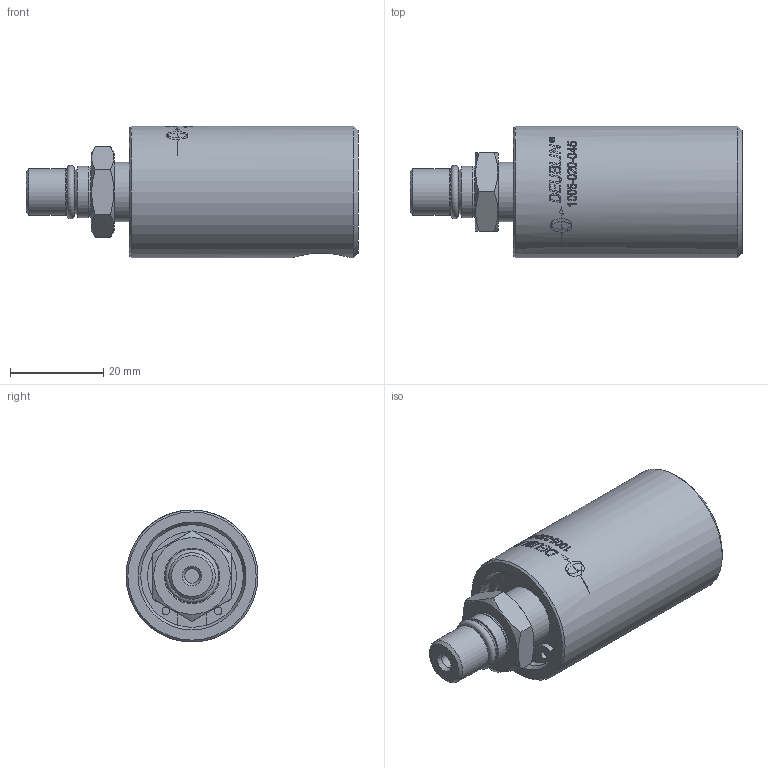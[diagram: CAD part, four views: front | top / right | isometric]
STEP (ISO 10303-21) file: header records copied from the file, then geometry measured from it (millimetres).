
FILE_DESCRIPTION(/* description */ (''),/* implementation_level */ '2;1');
FILE_NAME(/* name */ '1005-020-045-IC.stp',/* time_stamp */ '2020-05-21T14:05:11-05:00',/* author */ ('dyurkovich'),/* organization */ (''),/* preprocessor_version */ 'ST-DEVELOPER v18',/* originating_system */ 'Autodesk Inventor 2020',/* authorisation */ '');
FILE_SCHEMA (('AUTOMOTIVE_DESIGN { 1 0 10303 214 3 1 1 }'));
Length unit declared in the file: millimetre
Products named in the file (1): 1005-020-045-IC
Bounding box: 71.39 x 28.37 x 28.37 mm (x, y, z)
Volume: 32191.4 mm3; surface area: 7768.9 mm2
Topology: 2 solids, 2 shells, 354 faces, 927 edges, 620 vertices
Faces by surface type: plane 159, bspline 117, cylinder 56, cone 15, torus 7
Full cylindrical faces by diameter (mm): 1.6 x1, 1.68 x2, 3.2 x1, 8.6 x1, 10 x1, 11 x1, 12.84 x1, 22.07 x1, 28.37 x1
Entity records: 15933 total; most frequent: CARTESIAN_POINT 7582, ORIENTED_EDGE 1854, DIRECTION 1447, EDGE_CURVE 927, VERTEX_POINT 620, AXIS2_PLACEMENT_3D 549, EDGE_LOOP 399, FACE_OUTER_BOUND 354
